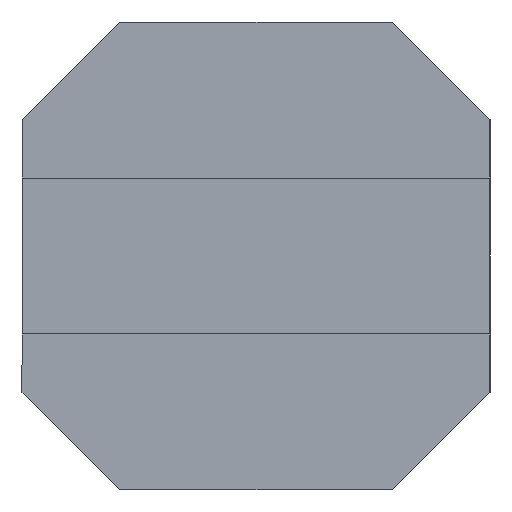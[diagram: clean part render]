
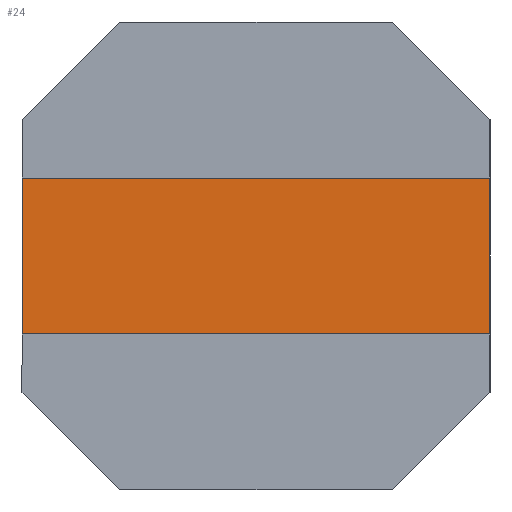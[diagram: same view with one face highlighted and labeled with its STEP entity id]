
A CAD part, left-side view. The second image highlights one B-rep face of the part: STEP entity #24.
In plain terms, the highlighted planar face has unit normal (-1, 0, 0).
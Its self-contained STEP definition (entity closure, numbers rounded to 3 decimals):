
#24 = ADVANCED_FACE ( 'NONE', ( #848 ), #975, .F. ) ;
#170 = VECTOR ( 'NONE', #1355, 1000. ) ;
#173 = DIRECTION ( 'NONE',  ( 0., 1., 0. ) ) ;
#281 = AXIS2_PLACEMENT_3D ( 'NONE', #1431, #971, #1311 ) ;
#318 = CARTESIAN_POINT ( 'NONE',  ( 13., -6., -2. ) ) ;
#359 = VECTOR ( 'NONE', #988, 1000. ) ;
#367 = ORIENTED_EDGE ( 'NONE', *, *, #880, .T. ) ;
#441 = CARTESIAN_POINT ( 'NONE',  ( 13., 6., 2. ) ) ;
#561 = ORIENTED_EDGE ( 'NONE', *, *, #1222, .F. ) ;
#576 = VECTOR ( 'NONE', #787, 1000. ) ;
#695 = CARTESIAN_POINT ( 'NONE',  ( 13., -6., 2. ) ) ;
#753 = ORIENTED_EDGE ( 'NONE', *, *, #1268, .F. ) ;
#777 = LINE ( 'NONE', #1205, #359 ) ;
#787 = DIRECTION ( 'NONE',  ( 0., 0., -1. ) ) ;
#817 = LINE ( 'NONE', #695, #576 ) ;
#848 = FACE_OUTER_BOUND ( 'NONE', #998, .T. ) ;
#849 = EDGE_CURVE ( 'NONE', #1020, #1007, #1313, .T. ) ;
#880 = EDGE_CURVE ( 'NONE', #1007, #1270, #777, .T. ) ;
#931 = VERTEX_POINT ( 'NONE', #318 ) ;
#971 = DIRECTION ( 'NONE',  ( 1., 0., 0. ) ) ;
#975 = PLANE ( 'NONE',  #281 ) ;
#988 = DIRECTION ( 'NONE',  ( 0., 0., -1. ) ) ;
#998 = EDGE_LOOP ( 'NONE', ( #367, #561, #753, #1459 ) ) ;
#1007 = VERTEX_POINT ( 'NONE', #441 ) ;
#1020 = VERTEX_POINT ( 'NONE', #1369 ) ;
#1036 = CARTESIAN_POINT ( 'NONE',  ( 13., 6., -2. ) ) ;
#1089 = CARTESIAN_POINT ( 'NONE',  ( 13., -6., -2. ) ) ;
#1200 = CARTESIAN_POINT ( 'NONE',  ( 13., -6., 2. ) ) ;
#1205 = CARTESIAN_POINT ( 'NONE',  ( 13., 6., 2. ) ) ;
#1222 = EDGE_CURVE ( 'NONE', #931, #1270, #1471, .T. ) ;
#1268 = EDGE_CURVE ( 'NONE', #1020, #931, #817, .T. ) ;
#1270 = VERTEX_POINT ( 'NONE', #1036 ) ;
#1271 = VECTOR ( 'NONE', #173, 1000. ) ;
#1311 = DIRECTION ( 'NONE',  ( 0., 0., -1. ) ) ;
#1313 = LINE ( 'NONE', #1200, #1271 ) ;
#1355 = DIRECTION ( 'NONE',  ( 0., 1., 0. ) ) ;
#1369 = CARTESIAN_POINT ( 'NONE',  ( 13., -6., 2. ) ) ;
#1431 = CARTESIAN_POINT ( 'NONE',  ( 13., -6., 2. ) ) ;
#1459 = ORIENTED_EDGE ( 'NONE', *, *, #849, .T. ) ;
#1471 = LINE ( 'NONE', #1089, #170 ) ;
